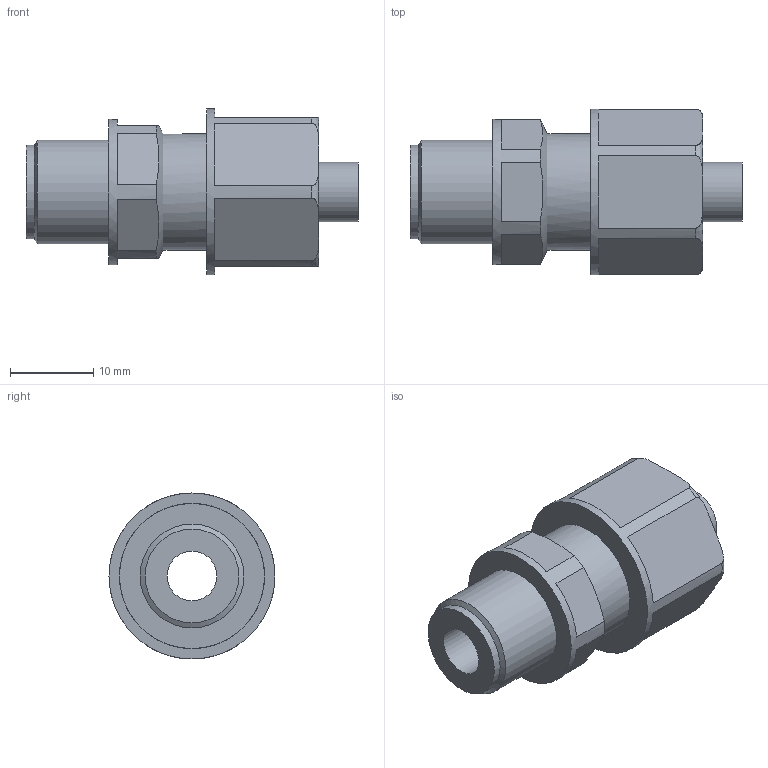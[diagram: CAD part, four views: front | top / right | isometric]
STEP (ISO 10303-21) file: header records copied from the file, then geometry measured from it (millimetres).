
FILE_DESCRIPTION( ( 'STEP AP203' ), '1' );
FILE_NAME( 'FLEXA USK-P 5020.130.0071.stp', '2020-03-27T09:45:07', ( 'License CC BY-ND 4.0' ), ( 'CADENAS' ), ' ', 'PARTsolutions', ' ' );
FILE_SCHEMA( ( 'CONFIG_CONTROL_DESIGN' ) );
Length unit declared in the file: millimetre
Products named in the file (1): _FLEXA USK-P 5020.130.0071
Bounding box: 40 x 20 x 20 mm (x, y, z)
Volume: 6252.5 mm3; surface area: 3412.1 mm2
Topology: 1 solids, 1 shells, 46 faces, 117 edges, 77 vertices
Faces by surface type: plane 30, cylinder 8, torus 6, cone 2
Full cylindrical faces by diameter (mm): 6 x1, 7.15 x1, 10 x1, 11.28 x1, 12.5 x1, 14 x1, 17.5 x1, 20 x1
Entity records: 1526 total; most frequent: CARTESIAN_POINT 415, DIRECTION 224, ORIENTED_EDGE 208, EDGE_CURVE 104, AXIS2_PLACEMENT_3D 91, VERTEX_POINT 74, EDGE_LOOP 62, FACE_OUTER_BOUND 54
